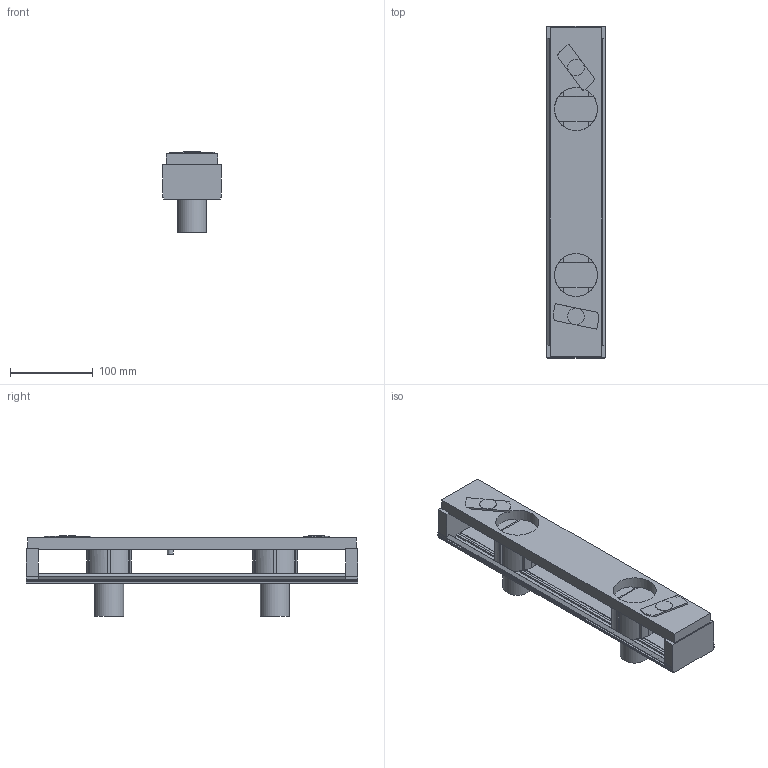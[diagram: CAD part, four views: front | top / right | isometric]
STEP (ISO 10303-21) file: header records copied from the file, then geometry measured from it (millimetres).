
FILE_DESCRIPTION(/* description */ ('This is a sample STEP configuration'),/* implementation_level */ '2;1');
FILE_NAME(/* name */ '662-008xxxxxxxxx SIMPLE.ipt_Rev_00.stp',/* time_stamp */ '2023-05-03T11:52:06+02:00',/* author */ ('powerJobs'),/* organization */ ('coolOrange'),/* preprocessor_version */ 'ST-DEVELOPER v19.2',/* originating_system */ 'Autodesk Inventor 2023',/* authorisation */ '');
FILE_SCHEMA (('AUTOMOTIVE_DESIGN { 1 0 10303 214 3 1 1 }'));
Length unit declared in the file: millimetre
Products named in the file (1): ENG000028956
Bounding box: 70.76 x 400 x 97.35 mm (x, y, z)
Volume: 721317.5 mm3; surface area: 182184.5 mm2
Topology: 1 solids, 1 shells, 317 faces, 964 edges, 638 vertices
Faces by surface type: plane 269, cylinder 44, bspline 4
Full cylindrical faces by diameter (mm): 6.599 x1, 7.12 x1, 20 x2, 35 x2, 52 x2, 55 x2, 55.5 x2
Entity records: 10928 total; most frequent: CARTESIAN_POINT 2020, ORIENTED_EDGE 1928, DIRECTION 1760, EDGE_CURVE 964, LINE 780, VECTOR 780, VERTEX_POINT 638, AXIS2_PLACEMENT_3D 490
